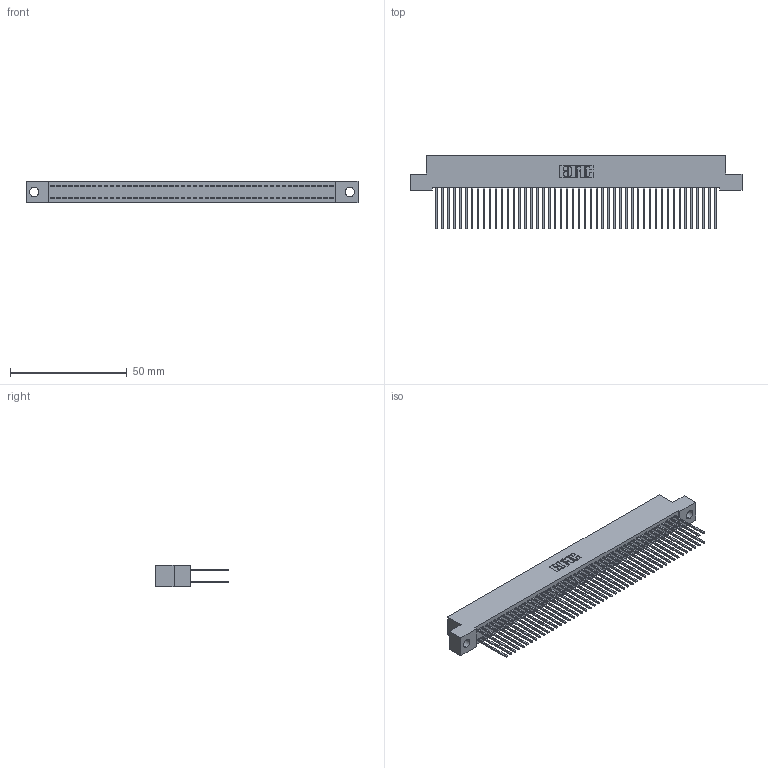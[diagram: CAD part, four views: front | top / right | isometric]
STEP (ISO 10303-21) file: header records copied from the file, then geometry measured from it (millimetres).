
FILE_DESCRIPTION (( 'STEP AP203' ), '1' );
FILE_NAME ('392-096-542-204.STEP', '2019-10-09T19:54:35', ( '' ), ( '' ), 'SwSTEP 2.0', 'SolidWorks 2016', '' );
FILE_SCHEMA (( 'CONFIG_CONTROL_DESIGN' ));
Length unit declared in the file: inch
Products named in the file (3): 342 Part_.156 TH; 345-292-001_345-293-142; 392-096-542-204
Assembly tree (97 placements, depth 2):
  392-096-542-204
    342 Part_.156 TH
    345-292-001_345-293-142  x96
Bounding box: 142.24 x 31.63 x 9.4 mm (x, y, z)
Volume: 13169.1 mm3; surface area: 23416.4 mm2
Topology: 97 solids, 97 shells, 5102 faces, 15179 edges, 9990 vertices
Faces by surface type: plane 3522, cylinder 1580
Entity records: 29993 total; most frequent: CARTESIAN_POINT 4962, ORIENTED_EDGE 4898, DIRECTION 4229, EDGE_CURVE 2449, VECTOR 2321, LINE 2321, VERTEX_POINT 1630, AXIS2_PLACEMENT_3D 954
